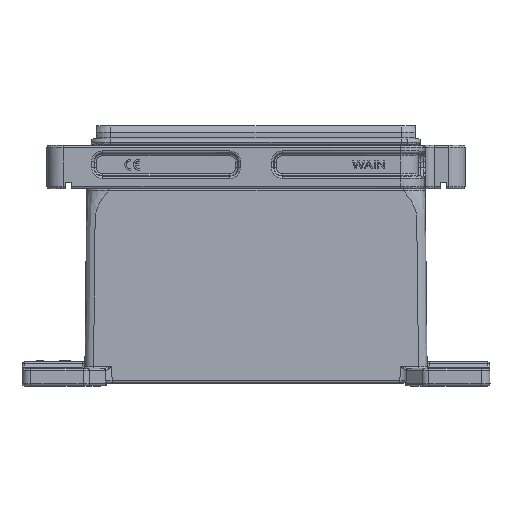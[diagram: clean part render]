
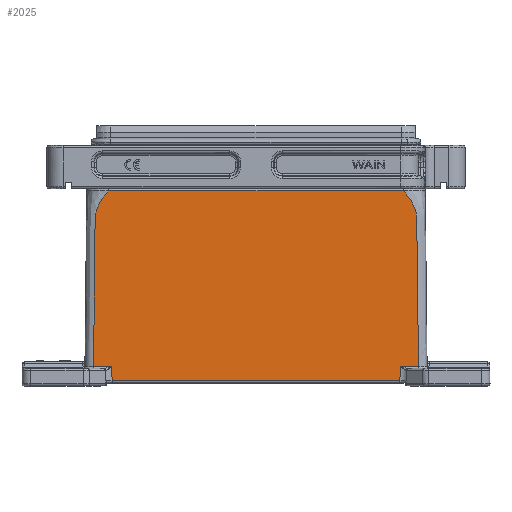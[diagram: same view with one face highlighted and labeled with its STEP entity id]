
A CAD part, top view. The second image highlights one B-rep face of the part: STEP entity #2025.
In plain terms, the highlighted planar face has unit normal (0, 0.011, 1).
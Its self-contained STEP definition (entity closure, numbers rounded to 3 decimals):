
#2025=ADVANCED_FACE('NONE',(#3793),#3016,.T.);
#3016=PLANE('',#22081);
#3793=FACE_OUTER_BOUND('',#5037,.T.);
#5037=EDGE_LOOP('',(#9310,#9311,#9312,#9313,#9314,#9315,#9316,#9317));
#6334=B_SPLINE_CURVE_WITH_KNOTS('',3,(#35589,#35590,#35591,#35592,#35593,
#35594,#35595,#35596,#35597,#35598,#35599,#35600,#35601,#35602,#35603,#35604,
#35605,#35606,#35607,#35608,#35609,#35610,#35611,#35612,#35613,#35614,#35615,
#35616,#35617,#35618,#35619,#35620,#35621,#35622,#35623,#35624,#35625,#35626,
#35627,#35628,#35629,#35630,#35631,#35632,#35633,#35634,#35635,#35636,#35637,
#35638,#35639,#35640,#35641,#35642,#35643,#35644,#35645,#35646,#35647,#35648,
#35649),.UNSPECIFIED.,.F.,.F.,(4,1,1,1,1,1,1,1,2,2,2,2,1,1,1,1,1,2,2,2,
2,1,1,1,2,2,2,2,2,2,2,2,2,2,2,2,2,4),(0.,0.25,0.375,
0.437,0.469,0.484,0.492,
0.496,0.498,0.5,0.625,
0.687,0.719,0.734,0.742,
0.746,0.748,0.749,0.75,
0.781,0.797,0.805,0.809,
0.811,0.812,0.812,0.844,
0.852,0.855,0.859,0.867,
0.871,0.875,0.906,0.922,
0.93,0.937,1.),.UNSPECIFIED.);
#6353=B_SPLINE_CURVE_WITH_KNOTS('',3,(#36480,#36481,#36482,#36483),
 .UNSPECIFIED.,.F.,.F.,(4,4),(0.,1.),.UNSPECIFIED.);
#6354=B_SPLINE_CURVE_WITH_KNOTS('',3,(#36488,#36489,#36490,#36491,#36492,
#36493,#36494),.UNSPECIFIED.,.F.,.F.,(4,3,4),(0.,0.01,1.),
 .UNSPECIFIED.);
#6355=B_SPLINE_CURVE_WITH_KNOTS('',3,(#36498,#36499,#36500,#36501,#36502,
#36503,#36504,#36505,#36506,#36507,#36508,#36509),.UNSPECIFIED.,.F.,.F.,
(4,2,2,2,2,4),(0.,0.125,0.188,0.25,0.5,
1.),.UNSPECIFIED.);
#6356=B_SPLINE_CURVE_WITH_KNOTS('',3,(#36510,#36511,#36512,#36513),
 .UNSPECIFIED.,.F.,.F.,(4,4),(0.,1.),.UNSPECIFIED.);
#9310=ORIENTED_EDGE('',*,*,#16810,.T.);
#9311=ORIENTED_EDGE('',*,*,#16811,.F.);
#9312=ORIENTED_EDGE('',*,*,#16812,.T.);
#9313=ORIENTED_EDGE('',*,*,#16813,.T.);
#9314=ORIENTED_EDGE('',*,*,#16814,.F.);
#9315=ORIENTED_EDGE('',*,*,#16776,.F.);
#9316=ORIENTED_EDGE('',*,*,#16778,.F.);
#9317=ORIENTED_EDGE('',*,*,#16815,.T.);
#14419=VERTEX_POINT('',#35234);
#14428=VERTEX_POINT('',#35580);
#14429=VERTEX_POINT('',#35588);
#14448=VERTEX_POINT('',#36484);
#14449=VERTEX_POINT('',#36485);
#14450=VERTEX_POINT('',#36487);
#14451=VERTEX_POINT('',#36495);
#14452=VERTEX_POINT('',#36497);
#16776=EDGE_CURVE('NONE',#14419,#14428,#19216,.T.);
#16778=EDGE_CURVE('NONE',#14429,#14419,#6334,.T.);
#16810=EDGE_CURVE('NONE',#14448,#14449,#6353,.T.);
#16811=EDGE_CURVE('NONE',#14450,#14449,#19227,.T.);
#16812=EDGE_CURVE('NONE',#14450,#14451,#6354,.T.);
#16813=EDGE_CURVE('NONE',#14451,#14452,#19228,.T.);
#16814=EDGE_CURVE('NONE',#14428,#14452,#6355,.T.);
#16815=EDGE_CURVE('NONE',#14429,#14448,#6356,.T.);
#19216=LINE('',#35581,#20606);
#19227=LINE('',#36486,#20617);
#19228=LINE('',#36496,#20618);
#20606=VECTOR('',#24887,1.);
#20617=VECTOR('',#24920,1.);
#20618=VECTOR('',#24921,1.);
#22081=AXIS2_PLACEMENT_3D('',#36514,#24922,#24923);
#24887=DIRECTION('',(1.,0.,0.));
#24920=DIRECTION('',(-1.,0.,0.));
#24921=DIRECTION('',(1.,0.,0.));
#24922=DIRECTION('',(0.,0.01,1.));
#24923=DIRECTION('',(0.,-1.,0.01));
#35234=CARTESIAN_POINT('',(40.023,90.011,-10.972));
#35580=CARTESIAN_POINT('',(175.942,90.011,-10.972));
#35581=CARTESIAN_POINT('',(32.63,90.011,-10.972));
#35588=CARTESIAN_POINT('',(33.024,8.99,-10.124));
#35589=CARTESIAN_POINT('',(33.024,8.99,-10.124));
#35590=CARTESIAN_POINT('',(33.095,15.762,-10.195));
#35591=CARTESIAN_POINT('',(33.201,25.921,-10.301));
#35592=CARTESIAN_POINT('',(33.325,37.773,-10.425));
#35593=CARTESIAN_POINT('',(33.387,43.699,-10.487));
#35594=CARTESIAN_POINT('',(33.418,46.662,-10.518));
#35595=CARTESIAN_POINT('',(33.434,48.144,-10.534));
#35596=CARTESIAN_POINT('',(33.441,48.884,-10.542));
#35597=CARTESIAN_POINT('',(33.445,49.255,-10.545));
#35598=CARTESIAN_POINT('',(33.447,49.413,-10.547));
#35599=CARTESIAN_POINT('',(33.448,49.519,-10.548));
#35600=CARTESIAN_POINT('',(33.448,49.523,-10.548));
#35601=CARTESIAN_POINT('',(33.518,56.17,-10.618));
#35602=CARTESIAN_POINT('',(33.57,61.135,-10.67));
#35603=CARTESIAN_POINT('',(33.623,66.215,-10.723));
#35604=CARTESIAN_POINT('',(33.636,67.513,-10.737));
#35605=CARTESIAN_POINT('',(33.651,68.868,-10.751));
#35606=CARTESIAN_POINT('',(33.656,69.398,-10.756));
#35607=CARTESIAN_POINT('',(33.66,69.757,-10.76));
#35608=CARTESIAN_POINT('',(33.661,69.871,-10.761));
#35609=CARTESIAN_POINT('',(33.662,69.912,-10.762));
#35610=CARTESIAN_POINT('',(33.662,69.929,-10.762));
#35611=CARTESIAN_POINT('',(33.662,69.935,-10.762));
#35612=CARTESIAN_POINT('',(33.662,69.939,-10.762));
#35613=CARTESIAN_POINT('',(33.661,69.89,-10.762));
#35614=CARTESIAN_POINT('',(33.679,71.622,-10.78));
#35615=CARTESIAN_POINT('',(33.693,72.886,-10.793));
#35616=CARTESIAN_POINT('',(33.706,74.155,-10.806));
#35617=CARTESIAN_POINT('',(33.709,74.475,-10.81));
#35618=CARTESIAN_POINT('',(33.713,74.797,-10.813));
#35619=CARTESIAN_POINT('',(33.714,74.919,-10.814));
#35620=CARTESIAN_POINT('',(33.715,74.993,-10.815));
#35621=CARTESIAN_POINT('',(33.715,75.013,-10.815));
#35622=CARTESIAN_POINT('',(33.715,75.018,-10.815));
#35623=CARTESIAN_POINT('',(33.715,75.021,-10.815));
#35624=CARTESIAN_POINT('',(33.715,74.984,-10.815));
#35625=CARTESIAN_POINT('',(33.727,76.251,-10.828));
#35626=CARTESIAN_POINT('',(33.746,77.193,-10.838));
#35627=CARTESIAN_POINT('',(33.804,78.011,-10.847));
#35628=CARTESIAN_POINT('',(33.816,78.156,-10.848));
#35629=CARTESIAN_POINT('',(33.835,78.347,-10.85));
#35630=CARTESIAN_POINT('',(33.841,78.405,-10.851));
#35631=CARTESIAN_POINT('',(33.867,78.619,-10.853));
#35632=CARTESIAN_POINT('',(33.881,78.726,-10.854));
#35633=CARTESIAN_POINT('',(33.927,79.044,-10.858));
#35634=CARTESIAN_POINT('',(33.963,79.255,-10.86));
#35635=CARTESIAN_POINT('',(34.023,79.569,-10.863));
#35636=CARTESIAN_POINT('',(34.045,79.673,-10.865));
#35637=CARTESIAN_POINT('',(34.089,79.881,-10.867));
#35638=CARTESIAN_POINT('',(34.125,80.033,-10.869));
#35639=CARTESIAN_POINT('',(34.24,80.513,-10.874));
#35640=CARTESIAN_POINT('',(34.423,81.168,-10.881));
#35641=CARTESIAN_POINT('',(34.905,82.445,-10.896));
#35642=CARTESIAN_POINT('',(35.1,82.918,-10.901));
#35643=CARTESIAN_POINT('',(35.463,83.69,-10.909));
#35644=CARTESIAN_POINT('',(35.595,83.957,-10.912));
#35645=CARTESIAN_POINT('',(35.887,84.508,-10.919));
#35646=CARTESIAN_POINT('',(36.066,84.827,-10.923));
#35647=CARTESIAN_POINT('',(37.438,87.132,-10.952));
#35648=CARTESIAN_POINT('',(38.798,88.712,-10.965));
#35649=CARTESIAN_POINT('',(40.022,90.011,-10.972));
#36480=CARTESIAN_POINT('',(41.459,8.99,-10.124));
#36481=CARTESIAN_POINT('',(41.49,6.763,-10.1));
#36482=CARTESIAN_POINT('',(41.522,4.537,-10.077));
#36483=CARTESIAN_POINT('',(41.554,2.311,-10.054));
#36484=CARTESIAN_POINT('',(41.459,8.99,-10.124));
#36485=CARTESIAN_POINT('',(41.554,2.311,-10.053));
#36486=CARTESIAN_POINT('',(38.439,2.311,-10.054));
#36487=CARTESIAN_POINT('',(174.411,2.311,-10.053));
#36488=CARTESIAN_POINT('',(174.41,2.244,-10.053));
#36489=CARTESIAN_POINT('',(174.411,2.266,-10.053));
#36490=CARTESIAN_POINT('',(174.411,2.288,-10.054));
#36491=CARTESIAN_POINT('',(174.411,2.311,-10.054));
#36492=CARTESIAN_POINT('',(174.443,4.537,-10.077));
#36493=CARTESIAN_POINT('',(174.475,6.763,-10.1));
#36494=CARTESIAN_POINT('',(174.507,8.989,-10.124));
#36495=CARTESIAN_POINT('',(174.507,8.989,-10.124));
#36496=CARTESIAN_POINT('',(25.911,8.99,-10.124));
#36497=CARTESIAN_POINT('',(182.942,8.99,-10.124));
#36498=CARTESIAN_POINT('',(175.942,90.011,-10.972));
#36499=CARTESIAN_POINT('',(178.167,87.668,-10.948));
#36500=CARTESIAN_POINT('',(180.187,84.959,-10.919));
#36501=CARTESIAN_POINT('',(181.906,80.139,-10.869));
#36502=CARTESIAN_POINT('',(182.21,78.41,-10.851));
#36503=CARTESIAN_POINT('',(182.259,74.939,-10.814));
#36504=CARTESIAN_POINT('',(182.269,73.203,-10.796));
#36505=CARTESIAN_POINT('',(182.361,64.526,-10.705));
#36506=CARTESIAN_POINT('',(182.432,57.584,-10.633));
#36507=CARTESIAN_POINT('',(182.651,36.758,-10.415));
#36508=CARTESIAN_POINT('',(182.796,22.874,-10.269));
#36509=CARTESIAN_POINT('',(182.942,8.99,-10.124));
#36510=CARTESIAN_POINT('',(33.024,8.99,-10.124));
#36511=CARTESIAN_POINT('',(35.835,8.99,-10.124));
#36512=CARTESIAN_POINT('',(38.647,8.99,-10.124));
#36513=CARTESIAN_POINT('',(41.459,8.99,-10.124));
#36514=CARTESIAN_POINT('',(25.911,91.,-10.983));
